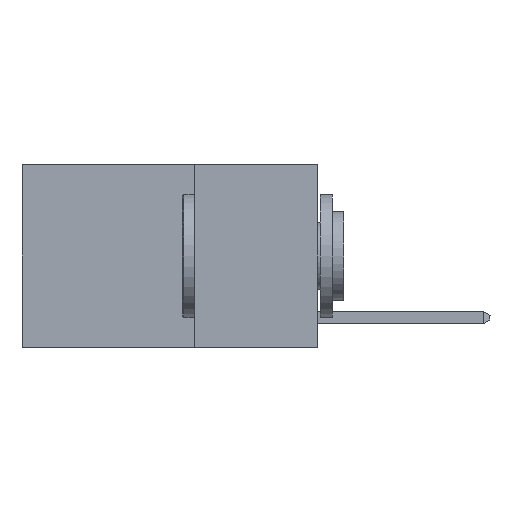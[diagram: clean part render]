
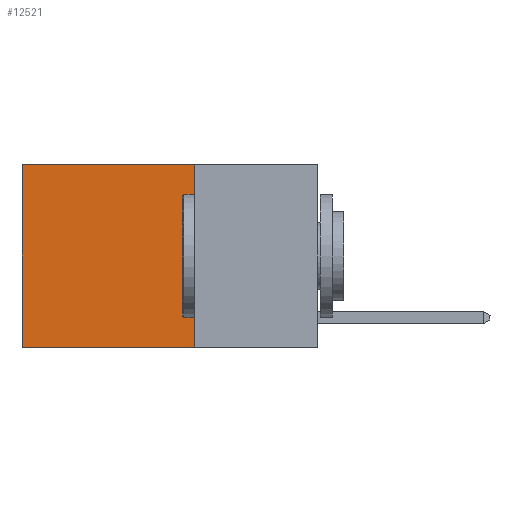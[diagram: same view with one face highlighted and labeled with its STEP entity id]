
A CAD part, left-side view. The second image highlights one B-rep face of the part: STEP entity #12521.
In plain terms, the highlighted planar face has unit normal (-1, 0, 0).
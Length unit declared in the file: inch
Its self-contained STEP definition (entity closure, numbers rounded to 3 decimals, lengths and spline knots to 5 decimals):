
#764 = DIRECTION ( 'NONE',  ( 0., 1., 0. ) ) ;
#1807 = LINE ( 'NONE', #11728, #19478 ) ;
#2919 = PLANE ( 'NONE',  #21500 ) ;
#2972 = DIRECTION ( 'NONE',  ( 0., 0., -1. ) ) ;
#3356 = CARTESIAN_POINT ( 'NONE',  ( 0.2625, 0.25, 0. ) ) ;
#4171 = CARTESIAN_POINT ( 'NONE',  ( 0.2625, 0.25, -0.37 ) ) ;
#5057 = VERTEX_POINT ( 'NONE', #4171 ) ;
#6347 = VERTEX_POINT ( 'NONE', #18623 ) ;
#8365 = LINE ( 'NONE', #14549, #9071 ) ;
#9041 = LINE ( 'NONE', #10380, #16775 ) ;
#9071 = VECTOR ( 'NONE', #2972, 39.37008 ) ;
#9687 = EDGE_CURVE ( 'NONE', #19157, #5057, #1807, .T. ) ;
#10380 = CARTESIAN_POINT ( 'NONE',  ( 0.2625, 0.25, 0. ) ) ;
#10783 = LINE ( 'NONE', #19403, #21779 ) ;
#11728 = CARTESIAN_POINT ( 'NONE',  ( 0.2625, 0.25, 0. ) ) ;
#12521 = ADVANCED_FACE ( 'NONE', ( #19270 ), #2919, .F. ) ;
#12803 = ORIENTED_EDGE ( 'NONE', *, *, #14326, .T. ) ;
#13699 = ORIENTED_EDGE ( 'NONE', *, *, #9687, .F. ) ;
#14326 = EDGE_CURVE ( 'NONE', #19157, #19231, #9041, .T. ) ;
#14378 = DIRECTION ( 'NONE',  ( 0., 0., -1. ) ) ;
#14489 = DIRECTION ( 'NONE',  ( 1., 0., 0. ) ) ;
#14549 = CARTESIAN_POINT ( 'NONE',  ( 0.2625, 0.6, 0. ) ) ;
#15946 = CARTESIAN_POINT ( 'NONE',  ( 0.2625, 0.25, 0. ) ) ;
#16427 = EDGE_CURVE ( 'NONE', #19231, #6347, #8365, .T. ) ;
#16641 = EDGE_CURVE ( 'NONE', #5057, #6347, #10783, .T. ) ;
#16775 = VECTOR ( 'NONE', #764, 39.37008 ) ;
#17967 = DIRECTION ( 'NONE',  ( 0., 1., 0. ) ) ;
#18623 = CARTESIAN_POINT ( 'NONE',  ( 0.2625, 0.6, -0.37 ) ) ;
#18642 = ORIENTED_EDGE ( 'NONE', *, *, #16641, .F. ) ;
#19157 = VERTEX_POINT ( 'NONE', #3356 ) ;
#19231 = VERTEX_POINT ( 'NONE', #20355 ) ;
#19270 = FACE_OUTER_BOUND ( 'NONE', #20186, .T. ) ;
#19403 = CARTESIAN_POINT ( 'NONE',  ( 0.2625, 0.25, -0.37 ) ) ;
#19478 = VECTOR ( 'NONE', #21682, 39.37008 ) ;
#20186 = EDGE_LOOP ( 'NONE', ( #21616, #18642, #13699, #12803 ) ) ;
#20355 = CARTESIAN_POINT ( 'NONE',  ( 0.2625, 0.6, 0. ) ) ;
#21500 = AXIS2_PLACEMENT_3D ( 'NONE', #15946, #14489, #14378 ) ;
#21616 = ORIENTED_EDGE ( 'NONE', *, *, #16427, .T. ) ;
#21682 = DIRECTION ( 'NONE',  ( 0., 0., -1. ) ) ;
#21779 = VECTOR ( 'NONE', #17967, 39.37008 ) ;
